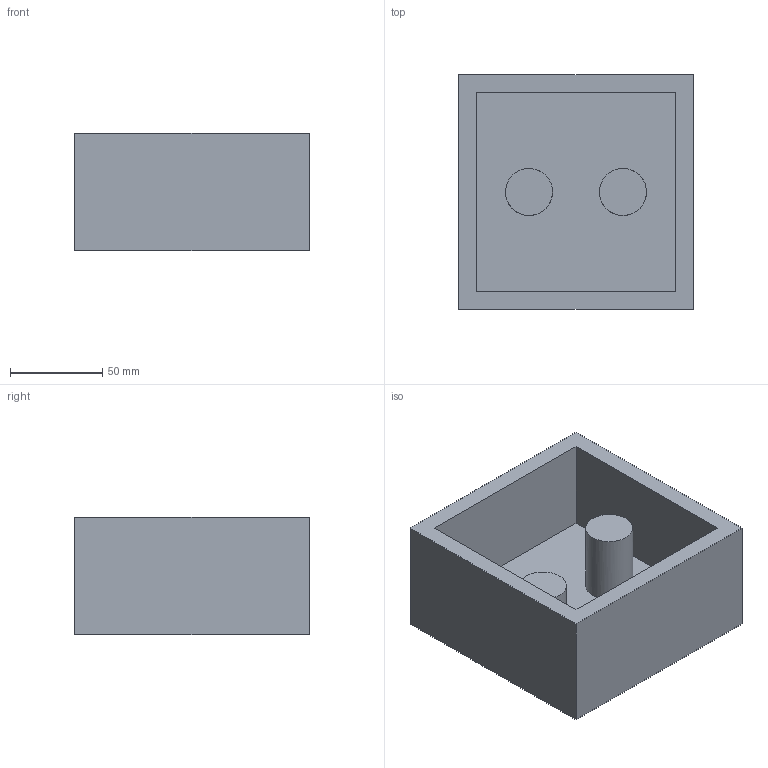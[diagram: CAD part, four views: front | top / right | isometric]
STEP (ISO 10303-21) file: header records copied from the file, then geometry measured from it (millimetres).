
FILE_DESCRIPTION((''),'2;1');
FILE_NAME('NC_START.stp', '2000-08-23T10:45:29',('User'),('SDRC'),'I-DEAS Master Series 8','UNIX', 'Yes');
FILE_SCHEMA(('CONFIG_CONTROL_DESIGN'));
Length unit declared in the file: millimetre
Bounding box: 127 x 127 x 63.5 mm (x, y, z)
Volume: 464643.3 mm3; surface area: 91532.3 mm2
Topology: 1 solids, 1 shells, 15 faces, 30 edges, 20 vertices
Faces by surface type: bspline 15
Entity records: 479 total; most frequent: CARTESIAN_POINT 180, ORIENTED_EDGE 60, EDGE_CURVE 30, QUASI_UNIFORM_CURVE 26, VERTEX_POINT 20, EDGE_LOOP 18, FACE_OUTER_BOUND 15, ADVANCED_FACE 15
